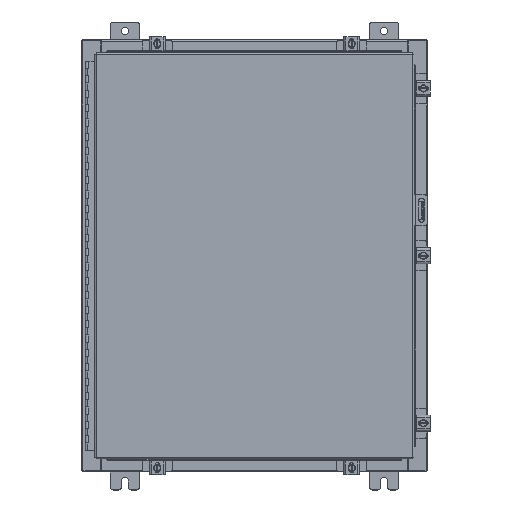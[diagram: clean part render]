
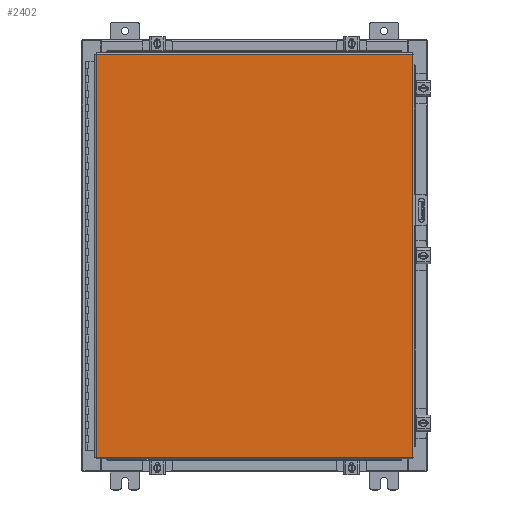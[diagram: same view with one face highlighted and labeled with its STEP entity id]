
A CAD part, top view. The second image highlights one B-rep face of the part: STEP entity #2402.
In plain terms, the highlighted planar face has unit normal (0, 0, 1).
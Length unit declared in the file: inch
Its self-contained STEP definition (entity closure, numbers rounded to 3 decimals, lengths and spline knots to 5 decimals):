
#2402 = ADVANCED_FACE ( 'NONE', ( #35452 ), #37377, .F. ) ;
#2428 = DIRECTION ( 'NONE',  ( -1., 0., 0. ) ) ;
#2468 = CARTESIAN_POINT ( 'NONE',  ( -10.9903, -14.0063, 0. ) ) ;
#2839 = CARTESIAN_POINT ( 'NONE',  ( 10.9903, -14.0063, 0. ) ) ;
#3325 = DIRECTION ( 'NONE',  ( 0., 0., -1. ) ) ;
#5249 = VERTEX_POINT ( 'NONE', #29031 ) ;
#6790 = EDGE_CURVE ( 'NONE', #23773, #32052, #24016, .T. ) ;
#7469 = VECTOR ( 'NONE', #17361, 39.37008 ) ;
#8578 = VECTOR ( 'NONE', #11626, 39.37008 ) ;
#8843 = DIRECTION ( 'NONE',  ( 1., 0., 0. ) ) ;
#10973 = EDGE_CURVE ( 'NONE', #32052, #17753, #21076, .T. ) ;
#11283 = LINE ( 'NONE', #19882, #19951 ) ;
#11626 = DIRECTION ( 'NONE',  ( 0., -1., 0. ) ) ;
#13260 = CARTESIAN_POINT ( 'NONE',  ( -10.9903, 14.0063, 0. ) ) ;
#13562 = CARTESIAN_POINT ( 'NONE',  ( 0., 0., 0. ) ) ;
#16321 = AXIS2_PLACEMENT_3D ( 'NONE', #13562, #3325, #32393 ) ;
#17361 = DIRECTION ( 'NONE',  ( 0., 1., 0. ) ) ;
#17753 = VERTEX_POINT ( 'NONE', #23482 ) ;
#18301 = ORIENTED_EDGE ( 'NONE', *, *, #32714, .T. ) ;
#19227 = CARTESIAN_POINT ( 'NONE',  ( -10.9903, 14.0063, 0. ) ) ;
#19636 = ORIENTED_EDGE ( 'NONE', *, *, #30560, .T. ) ;
#19882 = CARTESIAN_POINT ( 'NONE',  ( 10.9903, 14.0063, 0. ) ) ;
#19951 = VECTOR ( 'NONE', #2428, 39.37008 ) ;
#21076 = LINE ( 'NONE', #2468, #35457 ) ;
#22908 = LINE ( 'NONE', #2839, #7469 ) ;
#23482 = CARTESIAN_POINT ( 'NONE',  ( 10.9903, -14.0063, 0. ) ) ;
#23773 = VERTEX_POINT ( 'NONE', #19227 ) ;
#24016 = LINE ( 'NONE', #13260, #8578 ) ;
#29031 = CARTESIAN_POINT ( 'NONE',  ( 10.9903, 14.0063, 0. ) ) ;
#29879 = ORIENTED_EDGE ( 'NONE', *, *, #10973, .T. ) ;
#30317 = CARTESIAN_POINT ( 'NONE',  ( -10.9903, -14.0063, 0. ) ) ;
#30560 = EDGE_CURVE ( 'NONE', #17753, #5249, #22908, .T. ) ;
#30880 = ORIENTED_EDGE ( 'NONE', *, *, #6790, .T. ) ;
#32052 = VERTEX_POINT ( 'NONE', #30317 ) ;
#32393 = DIRECTION ( 'NONE',  ( -1., 0., 0. ) ) ;
#32714 = EDGE_CURVE ( 'NONE', #5249, #23773, #11283, .T. ) ;
#32993 = EDGE_LOOP ( 'NONE', ( #29879, #19636, #18301, #30880 ) ) ;
#35452 = FACE_OUTER_BOUND ( 'NONE', #32993, .T. ) ;
#35457 = VECTOR ( 'NONE', #8843, 39.37008 ) ;
#37377 = PLANE ( 'NONE',  #16321 ) ;
